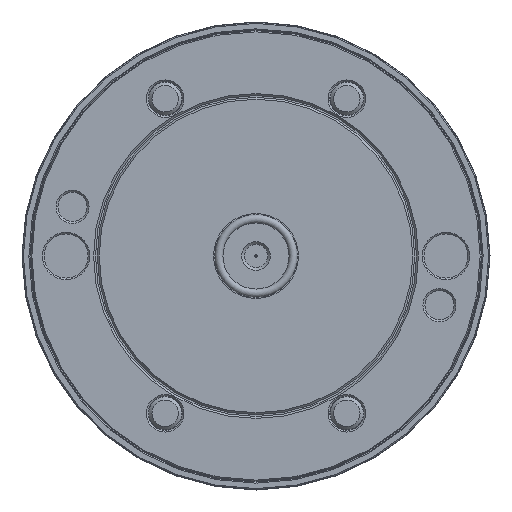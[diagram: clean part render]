
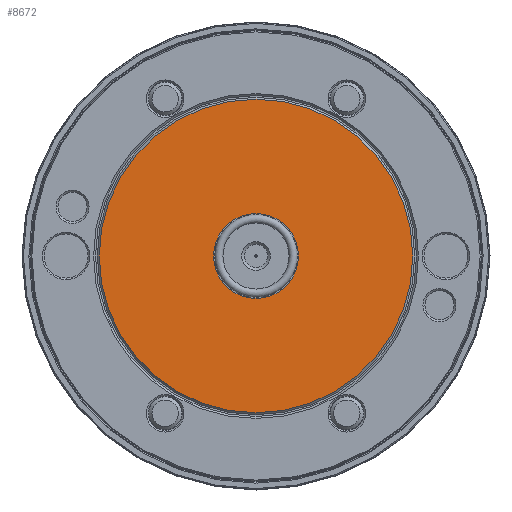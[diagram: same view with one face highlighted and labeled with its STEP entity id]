
A CAD part, front view. The second image highlights one B-rep face of the part: STEP entity #8672.
In plain terms, the highlighted planar face has unit normal (0, -1, 0).
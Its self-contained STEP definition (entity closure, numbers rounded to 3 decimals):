
#397 = AXIS2_PLACEMENT_3D ( 'NONE', #9540, #8536, #11311 ) ;
#966 = EDGE_LOOP ( 'NONE', ( #3932 ) ) ;
#2545 = EDGE_CURVE ( 'NONE', #7654, #7654, #11517, .T. ) ;
#2891 = CARTESIAN_POINT ( 'NONE',  ( 28.475, -8., 0. ) ) ;
#3061 = CARTESIAN_POINT ( 'NONE',  ( 0., -8., 0. ) ) ;
#3097 = EDGE_LOOP ( 'NONE', ( #8614 ) ) ;
#3932 = ORIENTED_EDGE ( 'NONE', *, *, #2545, .T. ) ;
#3997 = CARTESIAN_POINT ( 'NONE',  ( 7.7, -8., 0. ) ) ;
#4137 = FACE_BOUND ( 'NONE', #966, .T. ) ;
#4179 = AXIS2_PLACEMENT_3D ( 'NONE', #5856, #7610, #10384 ) ;
#4820 = DIRECTION ( 'NONE',  ( 1., 0., 0. ) ) ;
#5856 = CARTESIAN_POINT ( 'NONE',  ( 0., -8., -7.7 ) ) ;
#6605 = VERTEX_POINT ( 'NONE', #2891 ) ;
#6633 = PLANE ( 'NONE',  #4179 ) ;
#7610 = DIRECTION ( 'NONE',  ( 0., 1., 0. ) ) ;
#7654 = VERTEX_POINT ( 'NONE', #3997 ) ;
#7962 = EDGE_CURVE ( 'NONE', #6605, #6605, #8024, .T. ) ;
#8024 = CIRCLE ( 'NONE', #9409, 28.475 ) ;
#8536 = DIRECTION ( 'NONE',  ( 0., 1., 0. ) ) ;
#8614 = ORIENTED_EDGE ( 'NONE', *, *, #7962, .F. ) ;
#8672 = ADVANCED_FACE ( 'NONE', ( #9507, #4137 ), #6633, .F. ) ;
#9409 = AXIS2_PLACEMENT_3D ( 'NONE', #3061, #10526, #4820 ) ;
#9507 = FACE_OUTER_BOUND ( 'NONE', #3097, .T. ) ;
#9540 = CARTESIAN_POINT ( 'NONE',  ( 0., -8., 0. ) ) ;
#10384 = DIRECTION ( 'NONE',  ( 1., 0., 0. ) ) ;
#10526 = DIRECTION ( 'NONE',  ( 0., 1., 0. ) ) ;
#11311 = DIRECTION ( 'NONE',  ( 1., 0., 0. ) ) ;
#11517 = CIRCLE ( 'NONE', #397, 7.7 ) ;
